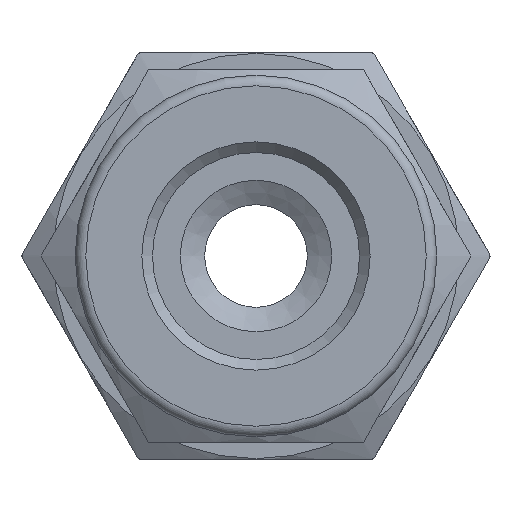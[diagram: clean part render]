
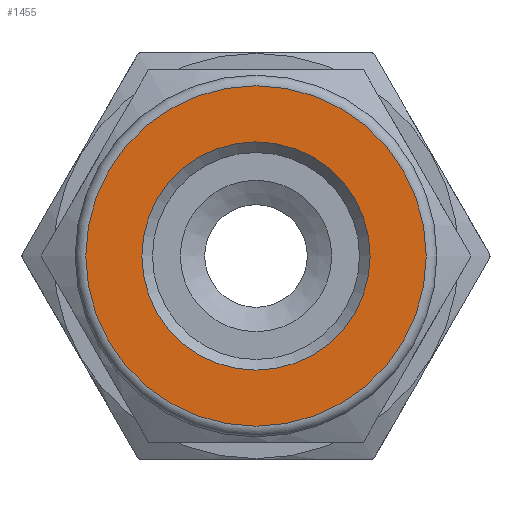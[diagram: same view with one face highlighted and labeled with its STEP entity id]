
A CAD part, left-side view. The second image highlights one B-rep face of the part: STEP entity #1455.
In plain terms, the highlighted planar face has unit normal (-1, 0, 0).
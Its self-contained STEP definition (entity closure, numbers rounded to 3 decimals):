
#18=FACE_BOUND('',#317,.T.);
#111=CIRCLE('',#1612,5.365);
#112=CIRCLE('',#1614,8.);
#223=FACE_OUTER_BOUND('',#316,.T.);
#316=EDGE_LOOP('',(#1154));
#317=EDGE_LOOP('',(#1155));
#673=VERTEX_POINT('',#2539);
#674=VERTEX_POINT('',#2543);
#857=EDGE_CURVE('',#673,#673,#111,.T.);
#858=EDGE_CURVE('',#674,#674,#112,.T.);
#1154=ORIENTED_EDGE('',*,*,#858,.F.);
#1155=ORIENTED_EDGE('',*,*,#857,.T.);
#1396=PLANE('',#1613);
#1455=ADVANCED_FACE('',(#223,#18),#1396,.T.);
#1612=AXIS2_PLACEMENT_3D('',#2541,#1937,#1938);
#1613=AXIS2_PLACEMENT_3D('',#2542,#1939,#1940);
#1614=AXIS2_PLACEMENT_3D('',#2544,#1941,#1942);
#1937=DIRECTION('center_axis',(1.,0.,0.));
#1938=DIRECTION('ref_axis',(0.,0.,-1.));
#1939=DIRECTION('center_axis',(-1.,0.,0.));
#1940=DIRECTION('ref_axis',(0.,0.,1.));
#1941=DIRECTION('center_axis',(1.,0.,0.));
#1942=DIRECTION('ref_axis',(0.,0.,-1.));
#2539=CARTESIAN_POINT('',(0.,-5.365,0.));
#2541=CARTESIAN_POINT('Origin',(0.,0.,0.));
#2542=CARTESIAN_POINT('Origin',(0.,8.,
0.));
#2543=CARTESIAN_POINT('',(0.,0.,8.));
#2544=CARTESIAN_POINT('Origin',(0.,0.,0.));
